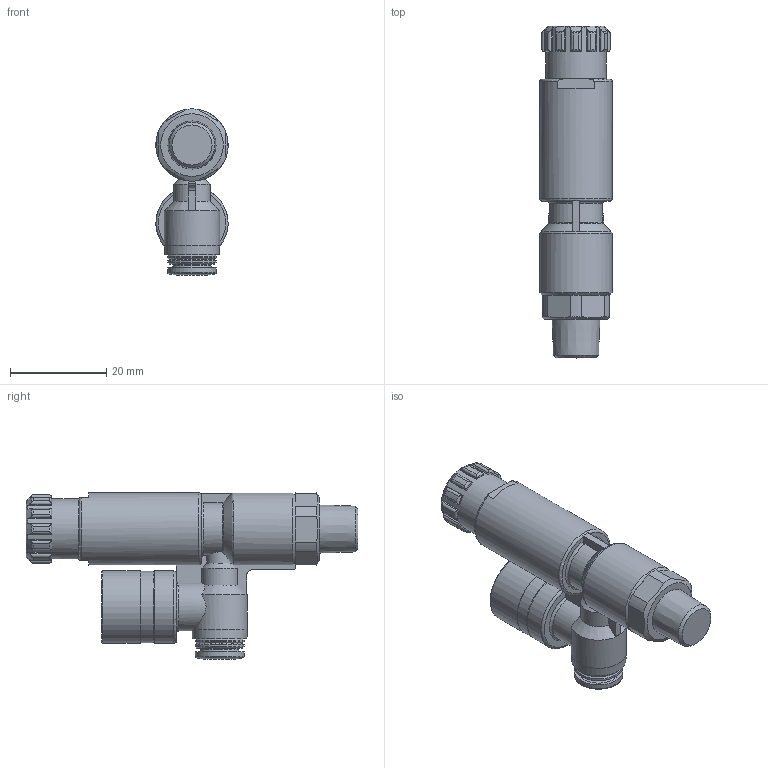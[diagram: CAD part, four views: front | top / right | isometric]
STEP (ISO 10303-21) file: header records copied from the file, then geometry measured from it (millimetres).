
FILE_DESCRIPTION(/* description */ ('STEP AP214'),/* implementation_level */ '2;1');
FILE_NAME(/* name */ '8086010_VRPA-LM-R18-Q6',/* time_stamp */ '2024-09-13T10:07:56+02:00',/* author */ ('License CC BY-ND 4.0'),/* organization */ ('CADENAS'),/* preprocessor_version */ 'ST-DEVELOPER v19.3',/* originating_system */ 'PARTsolutions',/* authorisation */ ' ');
FILE_SCHEMA (('AUTOMOTIVE_DESIGN {1 0 10303 214 3 1 1}'));
Length unit declared in the file: millimetre
Products named in the file (1): 8086010 VRPA-LM-R18-Q6---(0_high)
Bounding box: 15 x 68.9 x 34.5 mm (x, y, z)
Volume: 14713.5 mm3; surface area: 5834.1 mm2
Topology: 1 solids, 1 shells, 197 faces, 537 edges, 350 vertices
Faces by surface type: plane 79, cylinder 64, torus 38, cone 16
Full cylindrical faces by diameter (mm): 5 x1, 6 x1, 7.8 x1, 10.1 x3, 12.6 x1, 14.9 x1, 15 x3
Entity records: 7663 total; most frequent: CARTESIAN_POINT 1626, ORIENTED_EDGE 1006, DIRECTION 888, EDGE_CURVE 503, AXIS2_PLACEMENT_3D 361, VERTEX_POINT 343, EDGE_LOOP 232, FACE_BOUND 232
